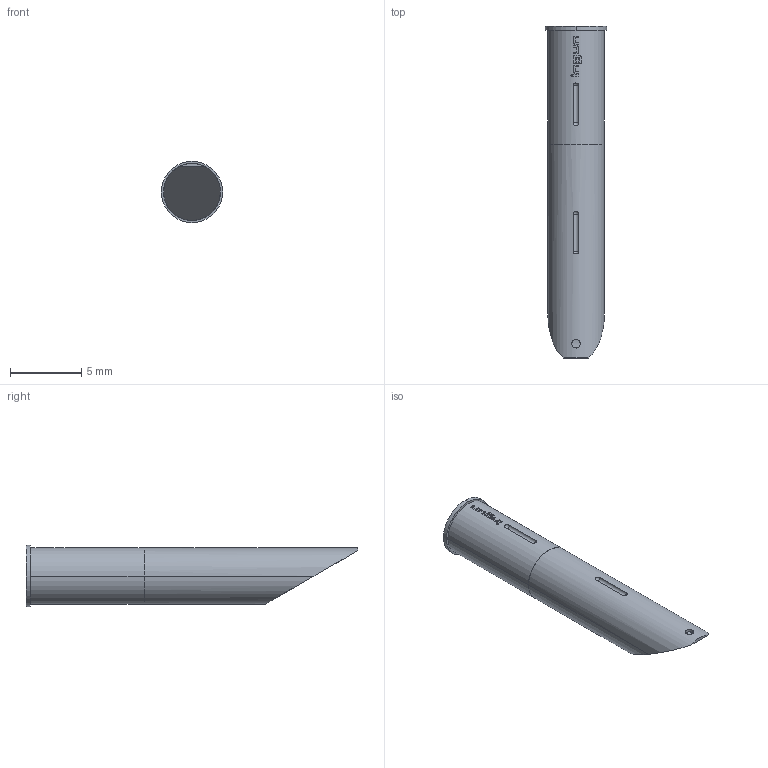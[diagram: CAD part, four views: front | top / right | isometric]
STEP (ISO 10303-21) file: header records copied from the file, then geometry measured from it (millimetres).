
FILE_DESCRIPTION (( 'STEP AP203' ), '1' );
FILE_NAME ('INGUN_KS-110_23.STEP', '2021-02-11T09:46:31', ( '' ), ( '' ), 'SwSTEP 2.0', 'SolidWorks 2018', '' );
FILE_SCHEMA (( 'CONFIG_CONTROL_DESIGN' ));
Length unit declared in the file: millimetre
Products named in the file (1): INGUN_KS-110_23
Bounding box: 4.3 x 23.3 x 4.3 mm (x, y, z)
Volume: 252.6 mm3; surface area: 296 mm2
Topology: 1 solids, 1 shells, 89 faces, 239 edges, 158 vertices
Faces by surface type: plane 44, bspline 22, cylinder 17, sphere 4, cone 2
Entity records: 3111 total; most frequent: CARTESIAN_POINT 1060, ORIENTED_EDGE 462, DIRECTION 321, EDGE_CURVE 231, VERTEX_POINT 154, AXIS2_PLACEMENT_3D 123, EDGE_LOOP 99, B_SPLINE_CURVE_WITH_KNOTS 98
